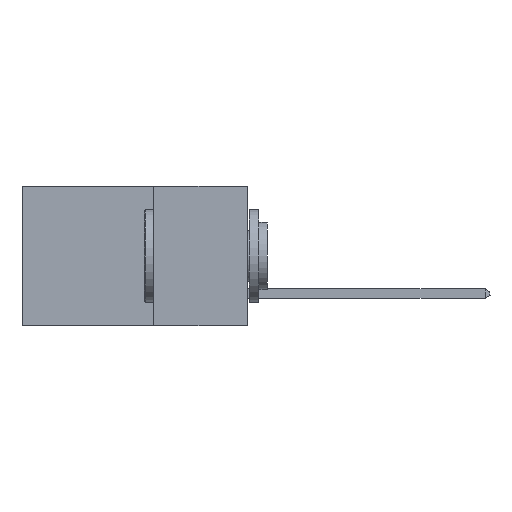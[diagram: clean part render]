
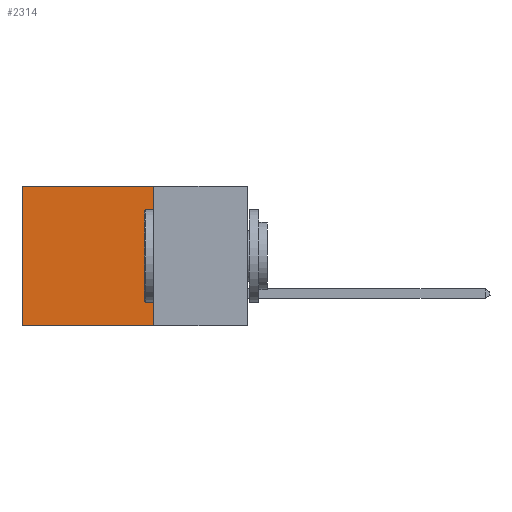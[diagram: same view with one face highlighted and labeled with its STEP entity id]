
A CAD part, left-side view. The second image highlights one B-rep face of the part: STEP entity #2314.
In plain terms, the highlighted planar face has unit normal (-1, 0, 0).
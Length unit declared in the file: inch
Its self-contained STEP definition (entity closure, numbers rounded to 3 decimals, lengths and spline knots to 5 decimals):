
#475 = EDGE_LOOP ( 'NONE', ( #12436, #3870, #2485, #7257 ) ) ;
#1190 = EDGE_CURVE ( 'NONE', #9992, #7325, #7882, .T. ) ;
#1802 = CARTESIAN_POINT ( 'NONE',  ( 0.298, 0.25, 0. ) ) ;
#1984 = DIRECTION ( 'NONE',  ( 0., 0., -1. ) ) ;
#2314 = ADVANCED_FACE ( 'NONE', ( #14743 ), #15145, .F. ) ;
#2453 = VERTEX_POINT ( 'NONE', #13825 ) ;
#2485 = ORIENTED_EDGE ( 'NONE', *, *, #1190, .F. ) ;
#3299 = VECTOR ( 'NONE', #13951, 39.37008 ) ;
#3861 = VERTEX_POINT ( 'NONE', #16890 ) ;
#3870 = ORIENTED_EDGE ( 'NONE', *, *, #5051, .F. ) ;
#4003 = VECTOR ( 'NONE', #1984, 39.37008 ) ;
#4189 = AXIS2_PLACEMENT_3D ( 'NONE', #6912, #12491, #10883 ) ;
#4249 = CARTESIAN_POINT ( 'NONE',  ( 0.298, 0.25, -0.37 ) ) ;
#5051 = EDGE_CURVE ( 'NONE', #7325, #2453, #6971, .T. ) ;
#5258 = VECTOR ( 'NONE', #5764, 39.37008 ) ;
#5764 = DIRECTION ( 'NONE',  ( 0., 1., 0. ) ) ;
#6912 = CARTESIAN_POINT ( 'NONE',  ( 0.298, 0.25, 0. ) ) ;
#6971 = LINE ( 'NONE', #4249, #3299 ) ;
#7179 = CARTESIAN_POINT ( 'NONE',  ( 0.298, 0.25, 0. ) ) ;
#7257 = ORIENTED_EDGE ( 'NONE', *, *, #17460, .T. ) ;
#7325 = VERTEX_POINT ( 'NONE', #13484 ) ;
#7882 = LINE ( 'NONE', #14401, #4003 ) ;
#9992 = VERTEX_POINT ( 'NONE', #7179 ) ;
#10883 = DIRECTION ( 'NONE',  ( 0., 0., -1. ) ) ;
#11184 = CARTESIAN_POINT ( 'NONE',  ( 0.298, 0.6, 0. ) ) ;
#12436 = ORIENTED_EDGE ( 'NONE', *, *, #12914, .T. ) ;
#12491 = DIRECTION ( 'NONE',  ( 1., 0., 0. ) ) ;
#12749 = DIRECTION ( 'NONE',  ( 0., 0., -1. ) ) ;
#12914 = EDGE_CURVE ( 'NONE', #3861, #2453, #13712, .T. ) ;
#13280 = VECTOR ( 'NONE', #12749, 39.37008 ) ;
#13484 = CARTESIAN_POINT ( 'NONE',  ( 0.298, 0.25, -0.37 ) ) ;
#13712 = LINE ( 'NONE', #11184, #13280 ) ;
#13825 = CARTESIAN_POINT ( 'NONE',  ( 0.298, 0.6, -0.37 ) ) ;
#13951 = DIRECTION ( 'NONE',  ( 0., 1., 0. ) ) ;
#14401 = CARTESIAN_POINT ( 'NONE',  ( 0.298, 0.25, 0. ) ) ;
#14743 = FACE_OUTER_BOUND ( 'NONE', #475, .T. ) ;
#15145 = PLANE ( 'NONE',  #4189 ) ;
#16239 = LINE ( 'NONE', #1802, #5258 ) ;
#16890 = CARTESIAN_POINT ( 'NONE',  ( 0.298, 0.6, 0. ) ) ;
#17460 = EDGE_CURVE ( 'NONE', #9992, #3861, #16239, .T. ) ;
